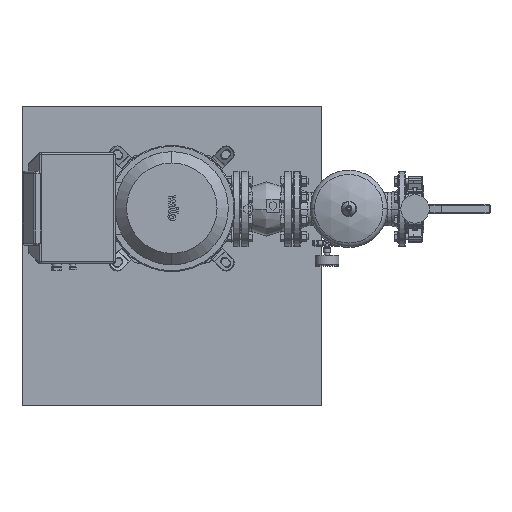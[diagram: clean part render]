
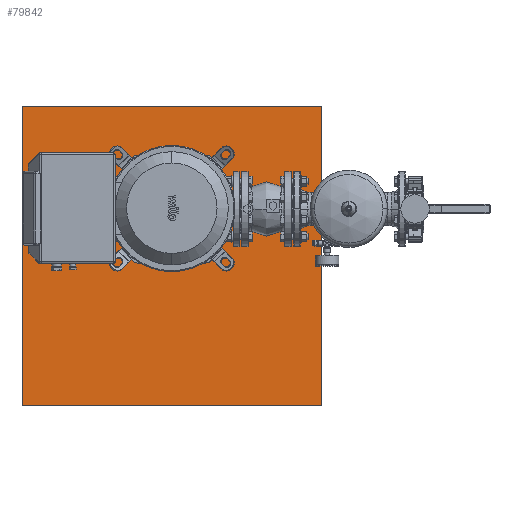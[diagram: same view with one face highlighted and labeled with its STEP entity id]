
A CAD part, top view. The second image highlights one B-rep face of the part: STEP entity #79842.
In plain terms, the highlighted planar face has unit normal (0, 0, 1).
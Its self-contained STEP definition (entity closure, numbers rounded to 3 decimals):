
#79803=CARTESIAN_POINT('',(-400.0,0.,125.0));
#79804=DIRECTION('',(0.0,0.0,1.0));
#79805=DIRECTION('',(0.0,-1.0,0.0));
#79806=AXIS2_PLACEMENT_3D('',#79803,#79804,#79805);
#79807=PLANE('',#79806);
#79808=CARTESIAN_POINT('',(400.0,-400.0,125.));
#79809=VERTEX_POINT('',#79808);
#79810=CARTESIAN_POINT('',(400.0,400.0,125.));
#79811=VERTEX_POINT('',#79810);
#79812=CARTESIAN_POINT('',(400.0,-400.0,125.));
#79813=DIRECTION('',(0.0,1.0,0.0));
#79814=VECTOR('',#79813,800.0);
#79815=LINE('',#79812,#79814);
#79816=EDGE_CURVE('',#79809,#79811,#79815,.T.);
#79817=ORIENTED_EDGE('',*,*,#79816,.T.);
#79818=CARTESIAN_POINT('',(-400.0,400.0,125.));
#79819=VERTEX_POINT('',#79818);
#79820=CARTESIAN_POINT('',(-400.0,400.0,125.));
#79821=DIRECTION('',(1.0,0.0,0.0));
#79822=VECTOR('',#79821,800.0);
#79823=LINE('',#79820,#79822);
#79824=EDGE_CURVE('',#79819,#79811,#79823,.T.);
#79825=ORIENTED_EDGE('',*,*,#79824,.F.);
#79826=CARTESIAN_POINT('',(-400.0,-400.0,125.));
#79827=VERTEX_POINT('',#79826);
#79828=CARTESIAN_POINT('',(-400.0,400.0,125.));
#79829=DIRECTION('',(0.0,-1.0,0.0));
#79830=VECTOR('',#79829,800.0);
#79831=LINE('',#79828,#79830);
#79832=EDGE_CURVE('',#79819,#79827,#79831,.T.);
#79833=ORIENTED_EDGE('',*,*,#79832,.T.);
#79834=CARTESIAN_POINT('',(-400.0,-400.0,125.));
#79835=DIRECTION('',(1.0,0.0,0.0));
#79836=VECTOR('',#79835,800.0);
#79837=LINE('',#79834,#79836);
#79838=EDGE_CURVE('',#79827,#79809,#79837,.T.);
#79839=ORIENTED_EDGE('',*,*,#79838,.T.);
#79840=EDGE_LOOP('',(#79817,#79825,#79833,#79839));
#79841=FACE_OUTER_BOUND('',#79840,.T.);
#79842=ADVANCED_FACE('',(#79841),#79807,.T.);
